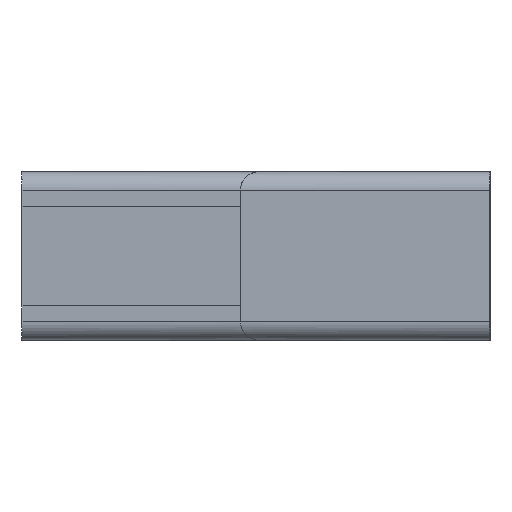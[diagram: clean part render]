
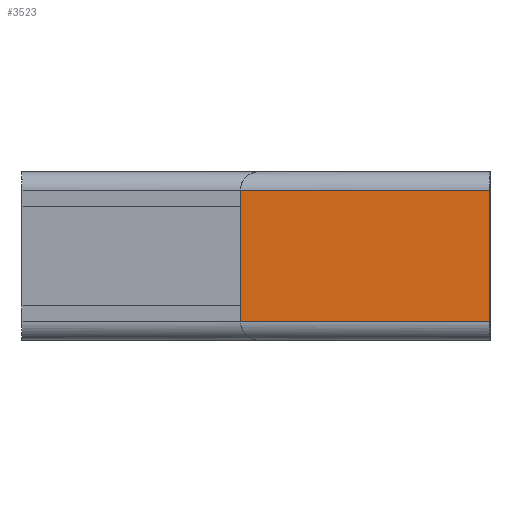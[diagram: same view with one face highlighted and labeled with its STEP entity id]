
A CAD part, left-side view. The second image highlights one B-rep face of the part: STEP entity #3523.
In plain terms, the highlighted planar face has unit normal (-1, 0, 0).
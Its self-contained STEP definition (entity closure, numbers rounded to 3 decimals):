
#450 = PLANE('',#451);
#451 = AXIS2_PLACEMENT_3D('',#452,#453,#454);
#452 = CARTESIAN_POINT('',(70.,-15.,-13.5));
#453 = DIRECTION('',(0.,-1.,0.));
#454 = DIRECTION('',(-1.,0.,0.));
#478 = CYLINDRICAL_SURFACE('',#479,3.);
#479 = AXIS2_PLACEMENT_3D('',#480,#481,#482);
#480 = CARTESIAN_POINT('',(-35.,25.,-10.5));
#481 = DIRECTION('',(0.,-1.,0.));
#482 = DIRECTION('',(0.,0.,-1.));
#852 = PLANE('',#853);
#853 = AXIS2_PLACEMENT_3D('',#854,#855,#856);
#854 = CARTESIAN_POINT('',(-15.,25.,-13.5));
#855 = DIRECTION('',(0.,-1.,0.));
#856 = DIRECTION('',(-1.,0.,0.));
#1314 = CYLINDRICAL_SURFACE('',#1315,3.);
#1315 = AXIS2_PLACEMENT_3D('',#1316,#1317,#1318);
#1316 = CARTESIAN_POINT('',(-35.,25.,10.5));
#1317 = DIRECTION('',(0.,-1.,0.));
#1318 = DIRECTION('',(0.,0.,1.));
#1649 = VERTEX_POINT('',#1650);
#1650 = CARTESIAN_POINT('',(-38.,-15.,10.5));
#1672 = EDGE_CURVE('',#1673,#1649,#1675,.T.);
#1673 = VERTEX_POINT('',#1674);
#1674 = CARTESIAN_POINT('',(-38.,-15.,-10.5));
#1675 = SURFACE_CURVE('',#1676,(#1680,#1687),.PCURVE_S1.);
#1676 = LINE('',#1677,#1678);
#1677 = CARTESIAN_POINT('',(-38.,-15.,-13.5));
#1678 = VECTOR('',#1679,1.);
#1679 = DIRECTION('',(0.,0.,1.));
#1680 = PCURVE('',#450,#1681);
#1681 = DEFINITIONAL_REPRESENTATION('',(#1682),#1686);
#1682 = LINE('',#1683,#1684);
#1683 = CARTESIAN_POINT('',(108.,0.));
#1684 = VECTOR('',#1685,1.);
#1685 = DIRECTION('',(0.,-1.));
#1686 = ( GEOMETRIC_REPRESENTATION_CONTEXT(2) 
PARAMETRIC_REPRESENTATION_CONTEXT() REPRESENTATION_CONTEXT('2D SPACE',''
  ) );
#1687 = PCURVE('',#1688,#1693);
#1688 = PLANE('',#1689);
#1689 = AXIS2_PLACEMENT_3D('',#1690,#1691,#1692);
#1690 = CARTESIAN_POINT('',(-38.,25.,-13.5));
#1691 = DIRECTION('',(1.,0.,0.));
#1692 = DIRECTION('',(0.,-1.,0.));
#1693 = DEFINITIONAL_REPRESENTATION('',(#1694),#1698);
#1694 = LINE('',#1695,#1696);
#1695 = CARTESIAN_POINT('',(40.,0.));
#1696 = VECTOR('',#1697,1.);
#1697 = DIRECTION('',(0.,-1.));
#1698 = ( GEOMETRIC_REPRESENTATION_CONTEXT(2) 
PARAMETRIC_REPRESENTATION_CONTEXT() REPRESENTATION_CONTEXT('2D SPACE',''
  ) );
#1955 = VERTEX_POINT('',#1956);
#1956 = CARTESIAN_POINT('',(-38.,25.,-10.5));
#1990 = EDGE_CURVE('',#1955,#1673,#1991,.T.);
#1991 = SURFACE_CURVE('',#1992,(#1996,#2003),.PCURVE_S1.);
#1992 = LINE('',#1993,#1994);
#1993 = CARTESIAN_POINT('',(-38.,25.,-10.5));
#1994 = VECTOR('',#1995,1.);
#1995 = DIRECTION('',(0.,-1.,0.));
#1996 = PCURVE('',#478,#1997);
#1997 = DEFINITIONAL_REPRESENTATION('',(#1998),#2002);
#1998 = LINE('',#1999,#2000);
#1999 = CARTESIAN_POINT('',(-1.571,0.));
#2000 = VECTOR('',#2001,1.);
#2001 = DIRECTION('',(0.,1.));
#2002 = ( GEOMETRIC_REPRESENTATION_CONTEXT(2) 
PARAMETRIC_REPRESENTATION_CONTEXT() REPRESENTATION_CONTEXT('2D SPACE',''
  ) );
#2003 = PCURVE('',#1688,#2004);
#2004 = DEFINITIONAL_REPRESENTATION('',(#2005),#2009);
#2005 = LINE('',#2006,#2007);
#2006 = CARTESIAN_POINT('',(0.,-3.));
#2007 = VECTOR('',#2008,1.);
#2008 = DIRECTION('',(1.,0.));
#2009 = ( GEOMETRIC_REPRESENTATION_CONTEXT(2) 
PARAMETRIC_REPRESENTATION_CONTEXT() REPRESENTATION_CONTEXT('2D SPACE',''
  ) );
#2467 = EDGE_CURVE('',#1955,#2468,#2470,.T.);
#2468 = VERTEX_POINT('',#2469);
#2469 = CARTESIAN_POINT('',(-38.,25.,10.5));
#2470 = SURFACE_CURVE('',#2471,(#2475,#2482),.PCURVE_S1.);
#2471 = LINE('',#2472,#2473);
#2472 = CARTESIAN_POINT('',(-38.,25.,-13.5));
#2473 = VECTOR('',#2474,1.);
#2474 = DIRECTION('',(0.,0.,1.));
#2475 = PCURVE('',#852,#2476);
#2476 = DEFINITIONAL_REPRESENTATION('',(#2477),#2481);
#2477 = LINE('',#2478,#2479);
#2478 = CARTESIAN_POINT('',(23.,0.));
#2479 = VECTOR('',#2480,1.);
#2480 = DIRECTION('',(0.,-1.));
#2481 = ( GEOMETRIC_REPRESENTATION_CONTEXT(2) 
PARAMETRIC_REPRESENTATION_CONTEXT() REPRESENTATION_CONTEXT('2D SPACE',''
  ) );
#2482 = PCURVE('',#1688,#2483);
#2483 = DEFINITIONAL_REPRESENTATION('',(#2484),#2488);
#2484 = LINE('',#2485,#2486);
#2485 = CARTESIAN_POINT('',(0.,0.));
#2486 = VECTOR('',#2487,1.);
#2487 = DIRECTION('',(0.,-1.));
#2488 = ( GEOMETRIC_REPRESENTATION_CONTEXT(2) 
PARAMETRIC_REPRESENTATION_CONTEXT() REPRESENTATION_CONTEXT('2D SPACE',''
  ) );
#3300 = EDGE_CURVE('',#2468,#1649,#3301,.T.);
#3301 = SURFACE_CURVE('',#3302,(#3306,#3313),.PCURVE_S1.);
#3302 = LINE('',#3303,#3304);
#3303 = CARTESIAN_POINT('',(-38.,25.,10.5));
#3304 = VECTOR('',#3305,1.);
#3305 = DIRECTION('',(0.,-1.,0.));
#3306 = PCURVE('',#1314,#3307);
#3307 = DEFINITIONAL_REPRESENTATION('',(#3308),#3312);
#3308 = LINE('',#3309,#3310);
#3309 = CARTESIAN_POINT('',(1.571,0.));
#3310 = VECTOR('',#3311,1.);
#3311 = DIRECTION('',(0.,1.));
#3312 = ( GEOMETRIC_REPRESENTATION_CONTEXT(2) 
PARAMETRIC_REPRESENTATION_CONTEXT() REPRESENTATION_CONTEXT('2D SPACE',''
  ) );
#3313 = PCURVE('',#1688,#3314);
#3314 = DEFINITIONAL_REPRESENTATION('',(#3315),#3319);
#3315 = LINE('',#3316,#3317);
#3316 = CARTESIAN_POINT('',(0.,-24.));
#3317 = VECTOR('',#3318,1.);
#3318 = DIRECTION('',(1.,0.));
#3319 = ( GEOMETRIC_REPRESENTATION_CONTEXT(2) 
PARAMETRIC_REPRESENTATION_CONTEXT() REPRESENTATION_CONTEXT('2D SPACE',''
  ) );
#3523 = ADVANCED_FACE('',(#3524),#1688,.F.);
#3524 = FACE_BOUND('',#3525,.F.);
#3525 = EDGE_LOOP('',(#3526,#3527,#3528,#3529));
#3526 = ORIENTED_EDGE('',*,*,#2467,.T.);
#3527 = ORIENTED_EDGE('',*,*,#3300,.T.);
#3528 = ORIENTED_EDGE('',*,*,#1672,.F.);
#3529 = ORIENTED_EDGE('',*,*,#1990,.F.);
